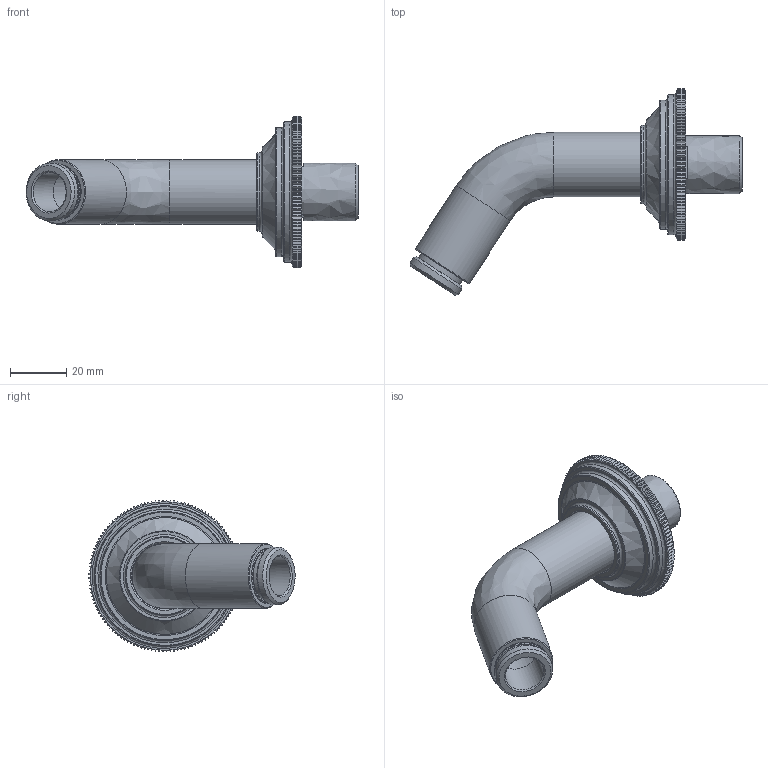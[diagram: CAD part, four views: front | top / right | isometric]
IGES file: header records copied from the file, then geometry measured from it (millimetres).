
Global section: file name: V6K790-A; native system: Autodesk Inventor 2024; preprocessor: unknown; author: kwhieldon; date: 20240919.071823; units: millimetre
Bounding box: 118.29 x 73.46 x 53.99 mm (x, y, z)
Volume: 40606 mm3; surface area: 28964.8 mm2
Topology: 5 solids, 5 shells, 714 faces, 1587 edges, 895 vertices
Faces by surface type: bspline 714
